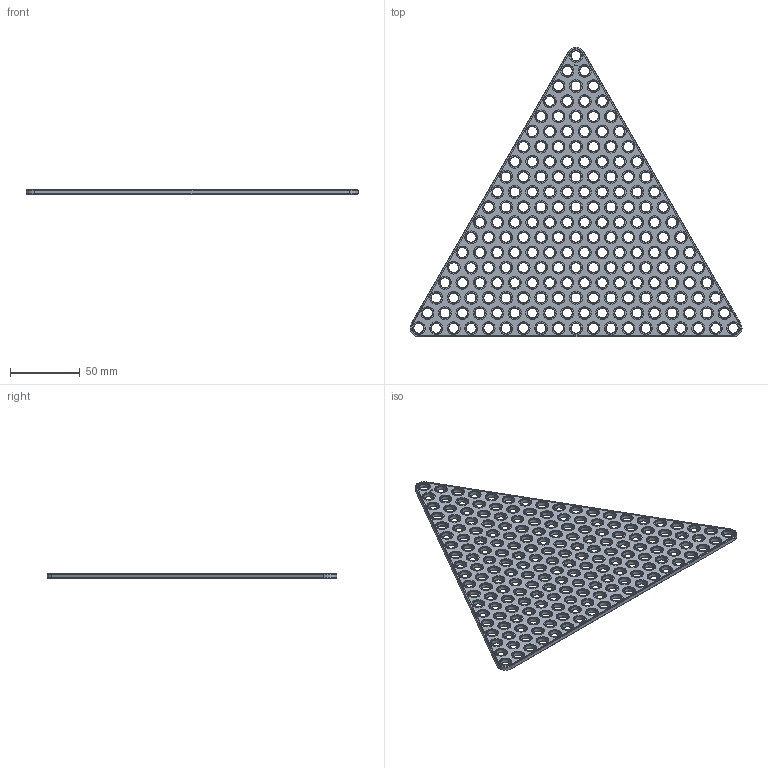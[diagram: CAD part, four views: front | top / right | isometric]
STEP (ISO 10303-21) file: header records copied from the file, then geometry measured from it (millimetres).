
FILE_DESCRIPTION(('FreeCAD Model'),'2;1');
FILE_NAME('Open CASCADE Shape Model','2024-01-31T13:01:00',(''),(''), 'Open CASCADE STEP processor 7.6','FreeCAD','Unknown');
FILE_SCHEMA(('AUTOMOTIVE_DESIGN { 1 0 10303 214 1 1 1 1 }'));
Products named in the file (1): Plate TRI CRNR BU19x00.25 - SPN-PLT-0030 (stemfie.org)
Bounding box: 237.5 x 207.36 x 3.12 mm (x, y, z)
Volume: 56199.8 mm3; surface area: 52756.1 mm2
Topology: 1 solids, 1 shells, 1445 faces, 3268 edges, 2048 vertices
Faces by surface type: plane 503, cylinder 386, cone 386, extrusion 170
Full cylindrical faces by diameter (mm): 7 x190, 9.2 x190
Entity records: 86000 total; most frequent: CARTESIAN_POINT 18728, DIRECTION 12454, VECTOR 7194, LINE 7024, ORIENTED_EDGE 6536, PCURVE 6536, DEFINITIONAL_REPRESENTATION 6536, EDGE_CURVE 3268
